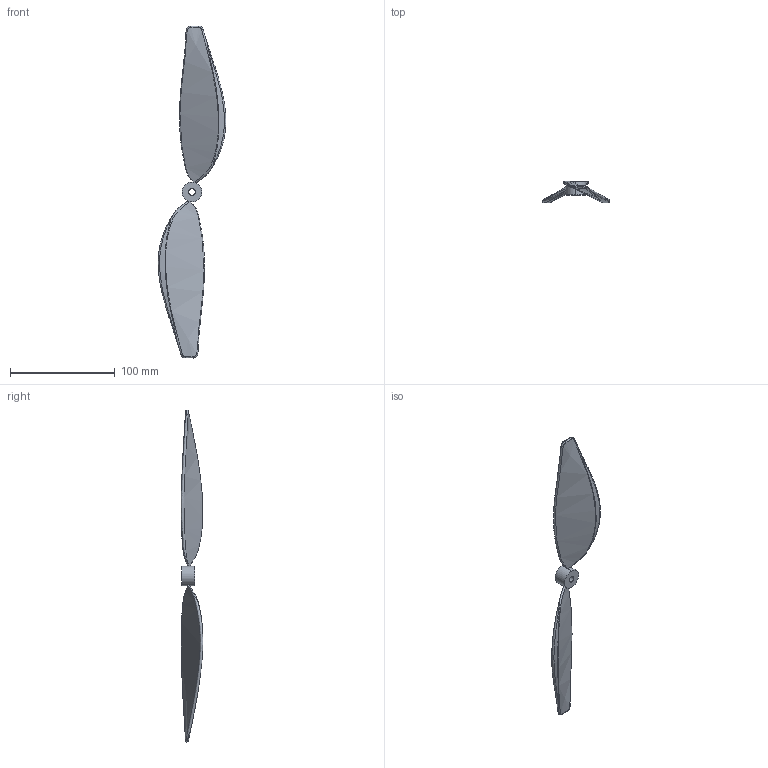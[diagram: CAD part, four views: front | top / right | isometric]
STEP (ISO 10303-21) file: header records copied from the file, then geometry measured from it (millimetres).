
FILE_DESCRIPTION (( 'STEP AP203' ), '1' );
FILE_NAME ('Drone fan_Default_sldprt.STEP', '2024-10-20T16:50:21', ( '' ), ( '' ), 'SwSTEP 2.0', 'SolidWorks 2024', '' );
FILE_SCHEMA (( 'CONFIG_CONTROL_DESIGN' ));
Length unit declared in the file: millimetre
Products named in the file (1): Drone fan_Default_sldprt
Bounding box: 64.61 x 20.64 x 317.5 mm (x, y, z)
Volume: 41412.4 mm3; surface area: 23341.2 mm2
Topology: 1 solids, 1 shells, 34 faces, 90 edges, 60 vertices
Faces by surface type: bspline 28, cylinder 4, plane 2
Entity records: 3939 total; most frequent: CARTESIAN_POINT 3213, ORIENTED_EDGE 180, EDGE_CURVE 90, DIRECTION 66, B_SPLINE_CURVE_WITH_KNOTS 62, VERTEX_POINT 60, EDGE_LOOP 38, ADVANCED_FACE 34
